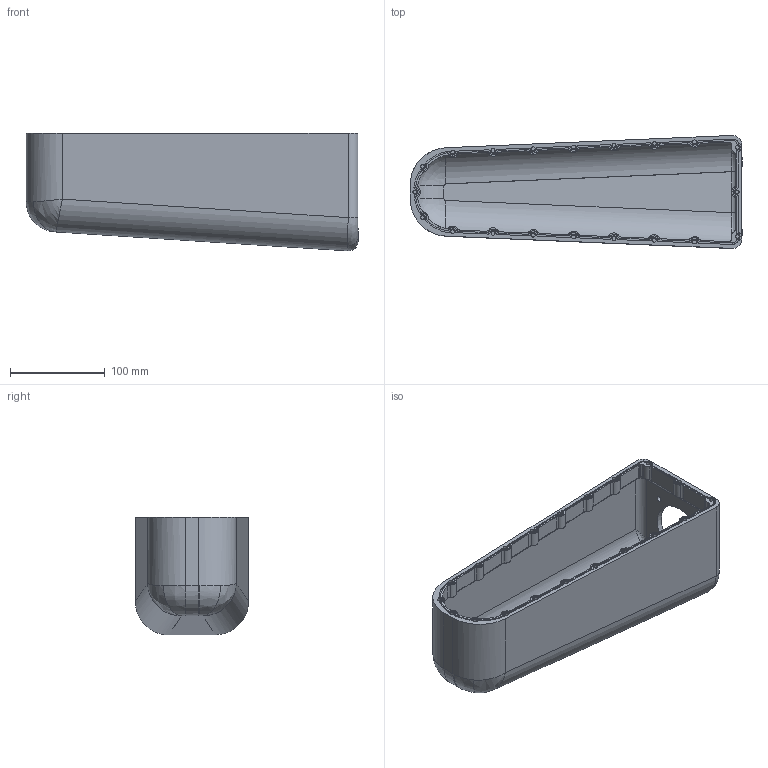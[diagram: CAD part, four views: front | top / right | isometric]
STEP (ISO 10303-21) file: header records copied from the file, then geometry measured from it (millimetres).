
FILE_DESCRIPTION (( 'STEP AP203' ), '1' );
FILE_NAME ('boite a air CN alu V2.2.STEP', '2022-03-04T18:29:09', ( 'BMS' ), ( 'PC XP' ), 'SwSTEP 2.0', 'SolidWorks 2008', '' );
FILE_SCHEMA (( 'CONFIG_CONTROL_DESIGN' ));
Length unit declared in the file: millimetre
Products named in the file (1): boite a air CN alu V2.2
Bounding box: 350 x 119.11 x 124.18 mm (x, y, z)
Volume: 506428.6 mm3; surface area: 247322.3 mm2
Topology: 1 solids, 1 shells, 416 faces, 1139 edges, 746 vertices
Faces by surface type: cylinder 294, plane 98, bspline 16, torus 8
Entity records: 14485 total; most frequent: CARTESIAN_POINT 3546, DIRECTION 2430, ORIENTED_EDGE 2270, EDGE_CURVE 1135, AXIS2_PLACEMENT_3D 979, VERTEX_POINT 746, CIRCLE 578, VECTOR 472
